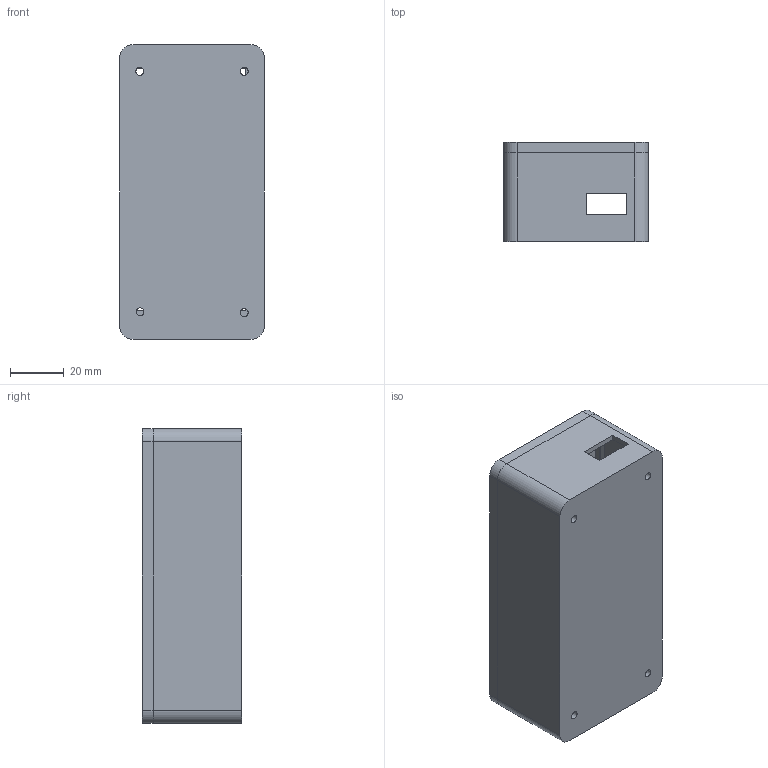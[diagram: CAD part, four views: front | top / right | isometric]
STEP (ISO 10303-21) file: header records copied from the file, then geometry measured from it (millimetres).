
FILE_DESCRIPTION(/* description */ (''),/* implementation_level */ '2;1');
FILE_NAME(/* name */ 'Assembly_Powersupply_Galvo.iam.step',/* time_stamp */ '2022-11-29T09:16:25+01:00',/* author */ ('wanghaoran'),/* organization */ (''),/* preprocessor_version */ 'ST-DEVELOPER v18.1',/* originating_system */ 'Autodesk Inventor 2022',/* authorisation */ '');
FILE_SCHEMA (('AUTOMOTIVE_DESIGN { 1 0 10303 214 3 1 1 }'));
Products named in the file (3): Assembly_Powersupply_Galvo; 00_Case_Powersupply_Galvo; 00_Case_Powersupply_Galvo_lid
Assembly tree (2 placements, depth 2):
  Assembly_Powersupply_Galvo
    00_Case_Powersupply_Galvo
    00_Case_Powersupply_Galvo_lid
Bounding box: 54 x 37 x 110 mm (x, y, z)
Volume: 53527.5 mm3; surface area: 46133.6 mm2
Topology: 2 solids, 2 shells, 120 faces, 336 edges, 212 vertices
Faces by surface type: plane 98, cylinder 22
Full cylindrical faces by diameter (mm): 2.9 x8
Entity records: 3967 total; most frequent: CARTESIAN_POINT 673, ORIENTED_EDGE 672, DIRECTION 634, EDGE_CURVE 336, LINE 288, VECTOR 288, VERTEX_POINT 212, AXIS2_PLACEMENT_3D 173
